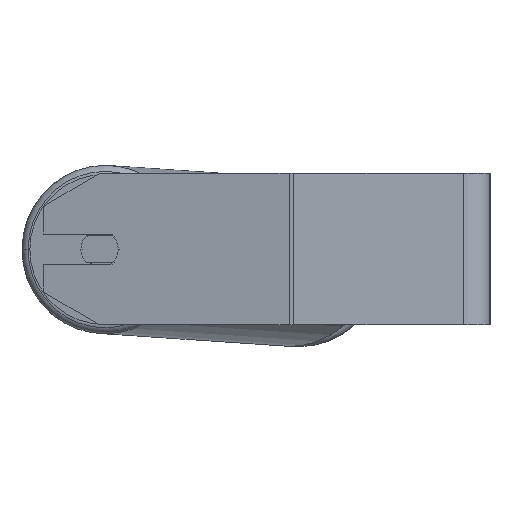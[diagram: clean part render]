
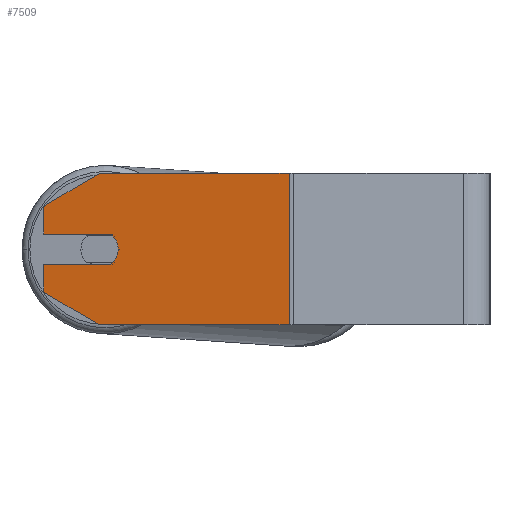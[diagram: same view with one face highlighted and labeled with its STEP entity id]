
A CAD part, left-side view. The second image highlights one B-rep face of the part: STEP entity #7509.
In plain terms, the highlighted planar face has unit normal (-0.985, 0.174, 0).
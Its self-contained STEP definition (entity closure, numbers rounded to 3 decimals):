
#25 = ORIENTED_EDGE ( 'NONE', *, *, #3243, .T. ) ;
#118 = DIRECTION ( 'NONE',  ( 0., 0., -1. ) ) ;
#237 = FACE_OUTER_BOUND ( 'NONE', #5882, .T. ) ;
#256 = VERTEX_POINT ( 'NONE', #4136 ) ;
#452 = ORIENTED_EDGE ( 'NONE', *, *, #6216, .F. ) ;
#535 = LINE ( 'NONE', #2042, #4319 ) ;
#624 = CIRCLE ( 'NONE', #2598, 10. ) ;
#706 = VERTEX_POINT ( 'NONE', #5096 ) ;
#710 = EDGE_CURVE ( 'NONE', #7187, #3806, #4433, .T. ) ;
#959 = ORIENTED_EDGE ( 'NONE', *, *, #3698, .F. ) ;
#1017 = CARTESIAN_POINT ( 'NONE',  ( -893.182, 200.314, -8. ) ) ;
#1061 = CARTESIAN_POINT ( 'NONE',  ( -909.787, 106.14, 40. ) ) ;
#1077 = DIRECTION ( 'NONE',  ( 0., 0., -1. ) ) ;
#1089 = DIRECTION ( 'NONE',  ( 0., 0., -1. ) ) ;
#1203 = CARTESIAN_POINT ( 'NONE',  ( -886.931, 235.768, -22.679 ) ) ;
#1313 = VECTOR ( 'NONE', #1089, 1000. ) ;
#1443 = CARTESIAN_POINT ( 'NONE',  ( -886.931, 235.768, 40. ) ) ;
#1580 = ORIENTED_EDGE ( 'NONE', *, *, #7800, .F. ) ;
#1711 = CARTESIAN_POINT ( 'NONE',  ( -892.14, 206.223, 0. ) ) ;
#1771 = VECTOR ( 'NONE', #7656, 1000. ) ;
#1850 = CARTESIAN_POINT ( 'NONE',  ( -909.787, 106.14, -40. ) ) ;
#2017 = DIRECTION ( 'NONE',  ( -0.15, -0.853, -0.5 ) ) ;
#2042 = CARTESIAN_POINT ( 'NONE',  ( -893.182, 200.314, -8. ) ) ;
#2116 = LINE ( 'NONE', #8038, #8696 ) ;
#2263 = LINE ( 'NONE', #4287, #1771 ) ;
#2561 = DIRECTION ( 'NONE',  ( -0.174, -0.985, 0. ) ) ;
#2598 = AXIS2_PLACEMENT_3D ( 'NONE', #1711, #8556, #7796 ) ;
#2620 = EDGE_CURVE ( 'NONE', #6714, #8595, #2263, .T. ) ;
#2642 = LINE ( 'NONE', #7341, #2772 ) ;
#2772 = VECTOR ( 'NONE', #8041, 1000. ) ;
#2941 = VECTOR ( 'NONE', #3192, 1000. ) ;
#2994 = VERTEX_POINT ( 'NONE', #1017 ) ;
#3008 = CARTESIAN_POINT ( 'NONE',  ( -909.787, 106.14, 40. ) ) ;
#3192 = DIRECTION ( 'NONE',  ( -0.174, -0.985, 0. ) ) ;
#3229 = ORIENTED_EDGE ( 'NONE', *, *, #4777, .T. ) ;
#3243 = EDGE_CURVE ( 'NONE', #256, #3378, #2116, .T. ) ;
#3368 = DIRECTION ( 'NONE',  ( -0.985, 0.174, 0. ) ) ;
#3378 = VERTEX_POINT ( 'NONE', #7768 ) ;
#3393 = ORIENTED_EDGE ( 'NONE', *, *, #4840, .F. ) ;
#3474 = AXIS2_PLACEMENT_3D ( 'NONE', #3585, #7008, #6877 ) ;
#3489 = ORIENTED_EDGE ( 'NONE', *, *, #7293, .F. ) ;
#3585 = CARTESIAN_POINT ( 'NONE',  ( -886.931, 235.768, 40. ) ) ;
#3698 = EDGE_CURVE ( 'NONE', #6903, #8595, #7137, .T. ) ;
#3758 = ORIENTED_EDGE ( 'NONE', *, *, #8184, .T. ) ;
#3806 = VERTEX_POINT ( 'NONE', #1203 ) ;
#4064 = CARTESIAN_POINT ( 'NONE',  ( -892.14, 206.223, -40. ) ) ;
#4073 = CARTESIAN_POINT ( 'NONE',  ( -892.14, 206.223, 0. ) ) ;
#4136 = CARTESIAN_POINT ( 'NONE',  ( -886.931, 235.768, 22.679 ) ) ;
#4172 = VECTOR ( 'NONE', #7103, 1000. ) ;
#4211 = VECTOR ( 'NONE', #2017, 1000. ) ;
#4287 = CARTESIAN_POINT ( 'NONE',  ( -886.931, 235.768, -40. ) ) ;
#4319 = VECTOR ( 'NONE', #2561, 1000. ) ;
#4389 = LINE ( 'NONE', #8428, #4172 ) ;
#4433 = LINE ( 'NONE', #7152, #1313 ) ;
#4711 = AXIS2_PLACEMENT_3D ( 'NONE', #4073, #3368, #7357 ) ;
#4777 = EDGE_CURVE ( 'NONE', #3806, #6714, #8069, .T. ) ;
#4794 = CARTESIAN_POINT ( 'NONE',  ( -893.182, 200.314, 8. ) ) ;
#4795 = LINE ( 'NONE', #1443, #2941 ) ;
#4828 = ORIENTED_EDGE ( 'NONE', *, *, #2620, .T. ) ;
#4840 = EDGE_CURVE ( 'NONE', #8226, #6903, #4795, .T. ) ;
#5095 = CARTESIAN_POINT ( 'NONE',  ( -886.931, 235.768, -8. ) ) ;
#5096 = CARTESIAN_POINT ( 'NONE',  ( -893.876, 196.375, 0. ) ) ;
#5334 = ORIENTED_EDGE ( 'NONE', *, *, #6070, .F. ) ;
#5711 = CIRCLE ( 'NONE', #4711, 10. ) ;
#5882 = EDGE_LOOP ( 'NONE', ( #5334, #1580, #8262, #3229, #4828, #959, #3393, #3758, #25, #3489, #452 ) ) ;
#6070 = EDGE_CURVE ( 'NONE', #2994, #706, #624, .T. ) ;
#6077 = CARTESIAN_POINT ( 'NONE',  ( -892.14, 206.223, -40. ) ) ;
#6216 = EDGE_CURVE ( 'NONE', #706, #7002, #5711, .T. ) ;
#6670 = CARTESIAN_POINT ( 'NONE',  ( -892.14, 206.223, 40. ) ) ;
#6714 = VERTEX_POINT ( 'NONE', #4064 ) ;
#6877 = DIRECTION ( 'NONE',  ( 0.174, 0.985, 0. ) ) ;
#6903 = VERTEX_POINT ( 'NONE', #1061 ) ;
#7002 = VERTEX_POINT ( 'NONE', #4794 ) ;
#7008 = DIRECTION ( 'NONE',  ( 0.985, -0.174, 0. ) ) ;
#7103 = DIRECTION ( 'NONE',  ( 0.174, 0.985, 0. ) ) ;
#7137 = LINE ( 'NONE', #3008, #8702 ) ;
#7152 = CARTESIAN_POINT ( 'NONE',  ( -886.931, 235.768, 40. ) ) ;
#7187 = VERTEX_POINT ( 'NONE', #5095 ) ;
#7293 = EDGE_CURVE ( 'NONE', #7002, #3378, #4389, .T. ) ;
#7341 = CARTESIAN_POINT ( 'NONE',  ( -886.931, 235.768, 22.679 ) ) ;
#7357 = DIRECTION ( 'NONE',  ( -0.174, -0.985, 0. ) ) ;
#7509 = ADVANCED_FACE ( 'NONE', ( #237 ), #8232, .F. ) ;
#7656 = DIRECTION ( 'NONE',  ( -0.174, -0.985, 0. ) ) ;
#7768 = CARTESIAN_POINT ( 'NONE',  ( -886.931, 235.768, 8. ) ) ;
#7796 = DIRECTION ( 'NONE',  ( -0.174, -0.985, 0. ) ) ;
#7800 = EDGE_CURVE ( 'NONE', #7187, #2994, #535, .T. ) ;
#8038 = CARTESIAN_POINT ( 'NONE',  ( -886.931, 235.768, 40. ) ) ;
#8041 = DIRECTION ( 'NONE',  ( 0.15, 0.853, -0.5 ) ) ;
#8069 = LINE ( 'NONE', #6077, #4211 ) ;
#8184 = EDGE_CURVE ( 'NONE', #8226, #256, #2642, .T. ) ;
#8226 = VERTEX_POINT ( 'NONE', #6670 ) ;
#8232 = PLANE ( 'NONE',  #3474 ) ;
#8262 = ORIENTED_EDGE ( 'NONE', *, *, #710, .T. ) ;
#8428 = CARTESIAN_POINT ( 'NONE',  ( -893.182, 200.314, 8. ) ) ;
#8556 = DIRECTION ( 'NONE',  ( -0.985, 0.174, 0. ) ) ;
#8595 = VERTEX_POINT ( 'NONE', #1850 ) ;
#8696 = VECTOR ( 'NONE', #118, 1000. ) ;
#8702 = VECTOR ( 'NONE', #1077, 1000. ) ;
